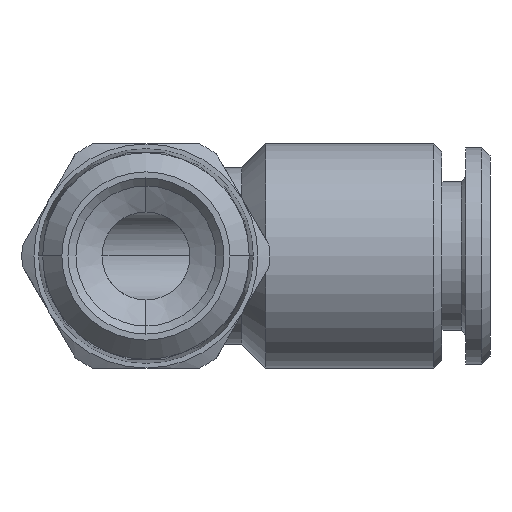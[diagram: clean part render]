
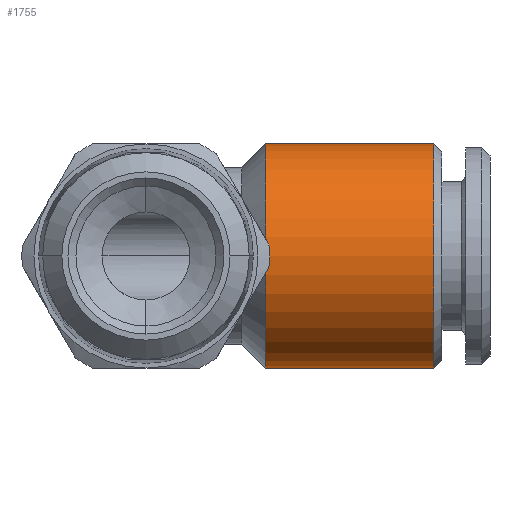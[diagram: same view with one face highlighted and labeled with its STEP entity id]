
A CAD part, front view. The second image highlights one B-rep face of the part: STEP entity #1755.
In plain terms, the highlighted cylindrical face has radius 7 mm (diameter 14 mm), a partial arc.
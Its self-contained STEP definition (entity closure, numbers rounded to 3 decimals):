
#414 = CARTESIAN_POINT ( 'NONE',  ( 18., 0., 0. ) ) ;
#421 = CYLINDRICAL_SURFACE ( 'NONE', #423, 7. ) ;
#422 = CARTESIAN_POINT ( 'NONE',  ( -3.45, 0., 0. ) ) ;
#423 = AXIS2_PLACEMENT_3D ( 'NONE', #422, #478, #477 ) ;
#466 = DIRECTION ( 'NONE',  ( 0., 0., 1. ) ) ;
#467 = DIRECTION ( 'NONE',  ( -1., 0., 0. ) ) ;
#468 = AXIS2_PLACEMENT_3D ( 'NONE', #414, #467, #466 ) ;
#469 = FACE_OUTER_BOUND ( 'NONE', #1619, .T. ) ;
#477 = DIRECTION ( 'NONE',  ( 0., 0., 1. ) ) ;
#478 = DIRECTION ( 'NONE',  ( -1., 0., 0. ) ) ;
#484 = CIRCLE ( 'NONE', #468, 7. ) ;
#985 = VERTEX_POINT ( 'NONE', #2159 ) ;
#999 = VERTEX_POINT ( 'NONE', #2226 ) ;
#1003 = EDGE_CURVE ( 'NONE', #999, #985, #2107, .T. ) ;
#1082 = VERTEX_POINT ( 'NONE', #2282 ) ;
#1135 = EDGE_CURVE ( 'NONE', #1082, #1160, #2349, .T. ) ;
#1160 = VERTEX_POINT ( 'NONE', #2292 ) ;
#1248 = EDGE_CURVE ( 'NONE', #985, #1160, #2627, .T. ) ;
#1619 = EDGE_LOOP ( 'NONE', ( #1756, #1757, #1758, #1759 ) ) ;
#1754 = EDGE_CURVE ( 'NONE', #999, #1082, #484, .T. ) ;
#1755 = ADVANCED_FACE ( 'NONE', ( #469 ), #421, .T. ) ;
#1756 = ORIENTED_EDGE ( 'NONE', *, *, #1003, .F. ) ;
#1757 = ORIENTED_EDGE ( 'NONE', *, *, #1754, .T. ) ;
#1758 = ORIENTED_EDGE ( 'NONE', *, *, #1135, .T. ) ;
#1759 = ORIENTED_EDGE ( 'NONE', *, *, #1248, .F. ) ;
#2104 = DIRECTION ( 'NONE',  ( -1., 0., 0. ) ) ;
#2105 = VECTOR ( 'NONE', #2104, 1000. ) ;
#2106 = CARTESIAN_POINT ( 'NONE',  ( -3.45, 0., -7. ) ) ;
#2107 = LINE ( 'NONE', #2106, #2105 ) ;
#2159 = CARTESIAN_POINT ( 'NONE',  ( 7.5, 0., -7. ) ) ;
#2226 = CARTESIAN_POINT ( 'NONE',  ( 18., 0., -7. ) ) ;
#2282 = CARTESIAN_POINT ( 'NONE',  ( 18., 0., 7. ) ) ;
#2292 = CARTESIAN_POINT ( 'NONE',  ( 7.5, 0., 7. ) ) ;
#2346 = DIRECTION ( 'NONE',  ( -1., 0., 0. ) ) ;
#2347 = VECTOR ( 'NONE', #2346, 1000. ) ;
#2348 = CARTESIAN_POINT ( 'NONE',  ( -3.45, 0., 7. ) ) ;
#2349 = LINE ( 'NONE', #2348, #2347 ) ;
#2596 = CARTESIAN_POINT ( 'NONE',  ( 7.5, 0., 0. ) ) ;
#2624 = DIRECTION ( 'NONE',  ( 0., 0., 1. ) ) ;
#2625 = DIRECTION ( 'NONE',  ( -1., 0., 0. ) ) ;
#2626 = AXIS2_PLACEMENT_3D ( 'NONE', #2596, #2625, #2624 ) ;
#2627 = CIRCLE ( 'NONE', #2626, 7. ) ;
